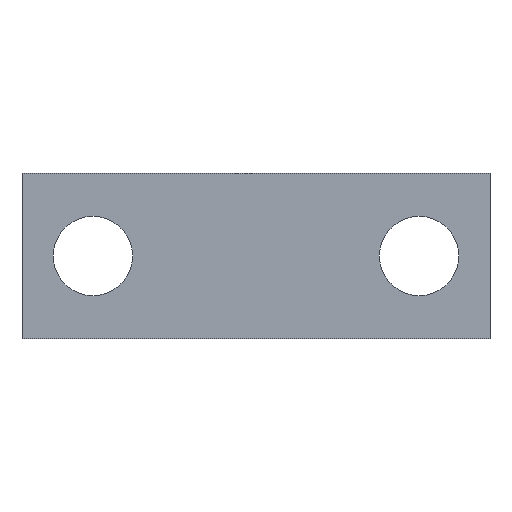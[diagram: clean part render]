
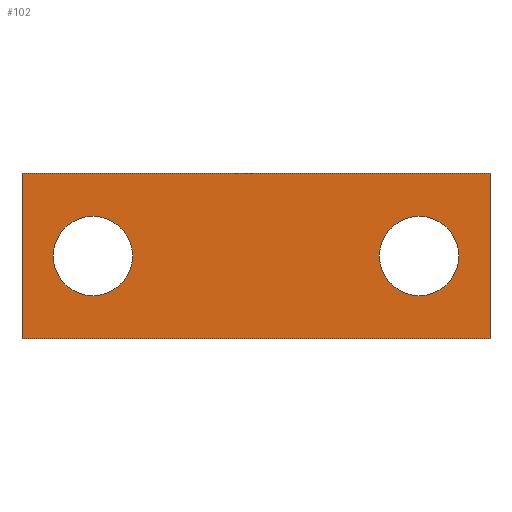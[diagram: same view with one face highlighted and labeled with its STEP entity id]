
A CAD part, front view. The second image highlights one B-rep face of the part: STEP entity #102.
In plain terms, the highlighted planar face has unit normal (0, -1, 0).
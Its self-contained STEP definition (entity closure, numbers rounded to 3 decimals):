
#5 = AXIS2_PLACEMENT_3D ( 'NONE', #118, #10, #91 ) ;
#6 = ORIENTED_EDGE ( 'NONE', *, *, #37, .F. ) ;
#7 = VERTEX_POINT ( 'NONE', #350 ) ;
#8 = EDGE_CURVE ( 'NONE', #316, #253, #161, .T. ) ;
#9 = DIRECTION ( 'NONE',  ( 0., 0., 1. ) ) ;
#10 = DIRECTION ( 'NONE',  ( 0., 1., 0. ) ) ;
#14 = VERTEX_POINT ( 'NONE', #142 ) ;
#17 = DIRECTION ( 'NONE',  ( 0., -1., 0. ) ) ;
#20 = CARTESIAN_POINT ( 'NONE',  ( -5.755, 0., 1.4 ) ) ;
#22 = CARTESIAN_POINT ( 'NONE',  ( -5.755, 0., 0. ) ) ;
#27 = CARTESIAN_POINT ( 'NONE',  ( -8.255, 0., -2.921 ) ) ;
#34 = AXIS2_PLACEMENT_3D ( 'NONE', #22, #136, #315 ) ;
#37 = EDGE_CURVE ( 'NONE', #96, #316, #171, .T. ) ;
#38 = VECTOR ( 'NONE', #319, 1000. ) ;
#49 = CARTESIAN_POINT ( 'NONE',  ( 8.255, 0., -2.921 ) ) ;
#52 = AXIS2_PLACEMENT_3D ( 'NONE', #207, #17, #183 ) ;
#54 = CARTESIAN_POINT ( 'NONE',  ( -5.755, 0., -1.4 ) ) ;
#63 = VECTOR ( 'NONE', #190, 1000. ) ;
#70 = AXIS2_PLACEMENT_3D ( 'NONE', #211, #271, #235 ) ;
#79 = CARTESIAN_POINT ( 'NONE',  ( -8.255, 0., 2.921 ) ) ;
#84 = VECTOR ( 'NONE', #298, 1000. ) ;
#85 = CIRCLE ( 'NONE', #34, 1.4 ) ;
#91 = DIRECTION ( 'NONE',  ( 0., 0., 1. ) ) ;
#96 = VERTEX_POINT ( 'NONE', #101 ) ;
#101 = CARTESIAN_POINT ( 'NONE',  ( 8.255, 0., 2.921 ) ) ;
#102 = ADVANCED_FACE ( 'NONE', ( #206, #290, #295 ), #313, .T. ) ;
#104 = EDGE_CURVE ( 'NONE', #308, #237, #85, .T. ) ;
#114 = EDGE_CURVE ( 'NONE', #237, #308, #128, .T. ) ;
#118 = CARTESIAN_POINT ( 'NONE',  ( 5.755, 0., 0. ) ) ;
#124 = EDGE_LOOP ( 'NONE', ( #186, #138 ) ) ;
#127 = VERTEX_POINT ( 'NONE', #160 ) ;
#128 = CIRCLE ( 'NONE', #70, 1.4 ) ;
#136 = DIRECTION ( 'NONE',  ( 0., 1., 0. ) ) ;
#138 = ORIENTED_EDGE ( 'NONE', *, *, #114, .T. ) ;
#142 = CARTESIAN_POINT ( 'NONE',  ( 5.755, 0., 1.4 ) ) ;
#147 = ORIENTED_EDGE ( 'NONE', *, *, #8, .F. ) ;
#160 = CARTESIAN_POINT ( 'NONE',  ( 5.755, 0., -1.4 ) ) ;
#161 = LINE ( 'NONE', #27, #63 ) ;
#171 = LINE ( 'NONE', #287, #38 ) ;
#174 = DIRECTION ( 'NONE',  ( 0., 1., 0. ) ) ;
#175 = ORIENTED_EDGE ( 'NONE', *, *, #230, .F. ) ;
#183 = DIRECTION ( 'NONE',  ( 0., 0., -1. ) ) ;
#186 = ORIENTED_EDGE ( 'NONE', *, *, #104, .T. ) ;
#190 = DIRECTION ( 'NONE',  ( -1., 0., 0. ) ) ;
#195 = DIRECTION ( 'NONE',  ( 1., 0., 0. ) ) ;
#202 = CIRCLE ( 'NONE', #5, 1.4 ) ;
#206 = FACE_BOUND ( 'NONE', #222, .T. ) ;
#207 = CARTESIAN_POINT ( 'NONE',  ( 0., 0., 0. ) ) ;
#211 = CARTESIAN_POINT ( 'NONE',  ( -5.755, 0., 0. ) ) ;
#215 = CARTESIAN_POINT ( 'NONE',  ( -8.255, 0., 2.921 ) ) ;
#216 = EDGE_LOOP ( 'NONE', ( #6, #288, #175, #147 ) ) ;
#222 = EDGE_LOOP ( 'NONE', ( #272, #338 ) ) ;
#230 = EDGE_CURVE ( 'NONE', #253, #7, #273, .T. ) ;
#235 = DIRECTION ( 'NONE',  ( 0., 0., 1. ) ) ;
#237 = VERTEX_POINT ( 'NONE', #54 ) ;
#249 = AXIS2_PLACEMENT_3D ( 'NONE', #329, #174, #9 ) ;
#251 = EDGE_CURVE ( 'NONE', #14, #127, #314, .T. ) ;
#253 = VERTEX_POINT ( 'NONE', #277 ) ;
#258 = VECTOR ( 'NONE', #195, 1000. ) ;
#271 = DIRECTION ( 'NONE',  ( 0., 1., 0. ) ) ;
#272 = ORIENTED_EDGE ( 'NONE', *, *, #251, .T. ) ;
#273 = LINE ( 'NONE', #215, #84 ) ;
#277 = CARTESIAN_POINT ( 'NONE',  ( -8.255, 0., -2.921 ) ) ;
#287 = CARTESIAN_POINT ( 'NONE',  ( 8.255, 0., 2.921 ) ) ;
#288 = ORIENTED_EDGE ( 'NONE', *, *, #312, .F. ) ;
#290 = FACE_BOUND ( 'NONE', #124, .T. ) ;
#295 = FACE_OUTER_BOUND ( 'NONE', #216, .T. ) ;
#298 = DIRECTION ( 'NONE',  ( 0., 0., 1. ) ) ;
#308 = VERTEX_POINT ( 'NONE', #20 ) ;
#312 = EDGE_CURVE ( 'NONE', #7, #96, #337, .T. ) ;
#313 = PLANE ( 'NONE',  #52 ) ;
#314 = CIRCLE ( 'NONE', #249, 1.4 ) ;
#315 = DIRECTION ( 'NONE',  ( 0., 0., 1. ) ) ;
#316 = VERTEX_POINT ( 'NONE', #49 ) ;
#319 = DIRECTION ( 'NONE',  ( 0., 0., -1. ) ) ;
#329 = CARTESIAN_POINT ( 'NONE',  ( 5.755, 0., 0. ) ) ;
#336 = EDGE_CURVE ( 'NONE', #127, #14, #202, .T. ) ;
#337 = LINE ( 'NONE', #79, #258 ) ;
#338 = ORIENTED_EDGE ( 'NONE', *, *, #336, .T. ) ;
#350 = CARTESIAN_POINT ( 'NONE',  ( -8.255, 0., 2.921 ) ) ;
